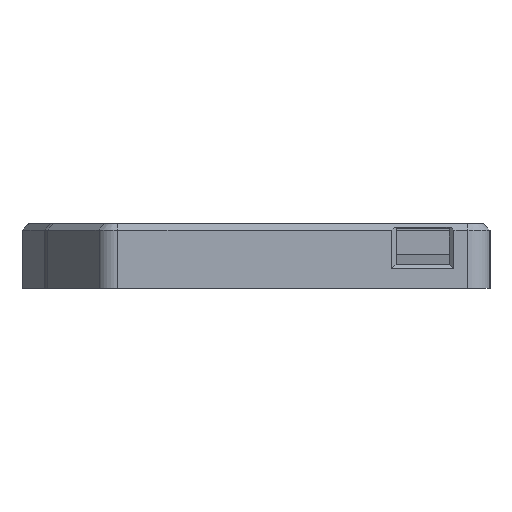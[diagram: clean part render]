
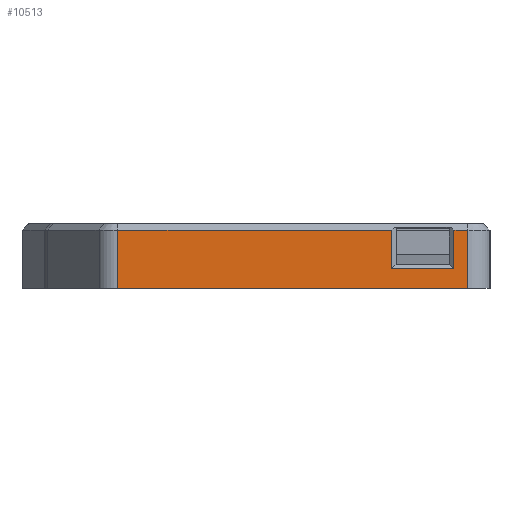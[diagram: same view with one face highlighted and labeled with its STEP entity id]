
A CAD part, left-side view. The second image highlights one B-rep face of the part: STEP entity #10513.
In plain terms, the highlighted planar face has unit normal (-1, 0, 0).
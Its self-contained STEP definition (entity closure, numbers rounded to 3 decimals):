
#345=FACE_OUTER_BOUND('',#908,.T.);
#908=EDGE_LOOP('',(#7045,#7046,#7047,#7048,#7049,#7050,#7051,#7052));
#1585=LINE('',#14664,#3001);
#1588=LINE('',#14669,#3004);
#1623=LINE('',#14744,#3039);
#1625=LINE('',#14750,#3041);
#1626=LINE('',#14752,#3042);
#1627=LINE('',#14753,#3043);
#1628=LINE('',#14755,#3044);
#1629=LINE('',#14756,#3045);
#3001=VECTOR('',#11852,10.);
#3004=VECTOR('',#11855,10.);
#3039=VECTOR('',#11908,10.);
#3041=VECTOR('',#11914,10.);
#3042=VECTOR('',#11915,10.);
#3043=VECTOR('',#11916,10.);
#3044=VECTOR('',#11917,10.);
#3045=VECTOR('',#11918,10.);
#4411=VERTEX_POINT('',#14654);
#4414=VERTEX_POINT('',#14661);
#4415=VERTEX_POINT('',#14663);
#4417=VERTEX_POINT('',#14668);
#4448=VERTEX_POINT('',#14743);
#4450=VERTEX_POINT('',#14749);
#4451=VERTEX_POINT('',#14751);
#4452=VERTEX_POINT('',#14754);
#5415=EDGE_CURVE('',#4414,#4415,#1585,.T.);
#5418=EDGE_CURVE('',#4411,#4417,#1588,.T.);
#5456=EDGE_CURVE('',#4415,#4448,#1623,.T.);
#5459=EDGE_CURVE('',#4450,#4414,#1625,.T.);
#5460=EDGE_CURVE('',#4451,#4450,#1626,.T.);
#5461=EDGE_CURVE('',#4417,#4451,#1627,.T.);
#5462=EDGE_CURVE('',#4452,#4411,#1628,.T.);
#5463=EDGE_CURVE('',#4448,#4452,#1629,.T.);
#7045=ORIENTED_EDGE('',*,*,#5415,.F.);
#7046=ORIENTED_EDGE('',*,*,#5459,.F.);
#7047=ORIENTED_EDGE('',*,*,#5460,.F.);
#7048=ORIENTED_EDGE('',*,*,#5461,.F.);
#7049=ORIENTED_EDGE('',*,*,#5418,.F.);
#7050=ORIENTED_EDGE('',*,*,#5462,.F.);
#7051=ORIENTED_EDGE('',*,*,#5463,.F.);
#7052=ORIENTED_EDGE('',*,*,#5456,.F.);
#10020=PLANE('',#11104);
#10513=ADVANCED_FACE('',(#345),#10020,.T.);
#11104=AXIS2_PLACEMENT_3D('',#14748,#11912,#11913);
#11852=DIRECTION('',(0.,-1.,0.));
#11855=DIRECTION('',(0.,-1.,0.));
#11908=DIRECTION('',(0.,0.,-1.));
#11912=DIRECTION('center_axis',(-1.,0.,0.));
#11913=DIRECTION('ref_axis',(0.,1.,0.));
#11914=DIRECTION('',(0.,0.,1.));
#11915=DIRECTION('',(0.,-1.,0.));
#11916=DIRECTION('',(0.,0.,-1.));
#11917=DIRECTION('',(0.,0.,1.));
#11918=DIRECTION('',(0.,1.,0.));
#14654=CARTESIAN_POINT('',(-134.5,-32.051,3.9));
#14661=CARTESIAN_POINT('',(-134.5,-107.61,3.9));
#14663=CARTESIAN_POINT('',(-134.5,-110.72,3.9));
#14664=CARTESIAN_POINT('',(-134.5,-89.415,3.9));
#14668=CARTESIAN_POINT('',(-134.5,-93.61,3.9));
#14669=CARTESIAN_POINT('',(-134.5,-89.415,3.9));
#14743=CARTESIAN_POINT('',(-134.5,-110.72,-9.2));
#14744=CARTESIAN_POINT('',(-134.5,-110.72,-1.6));
#14748=CARTESIAN_POINT('Origin',(-134.5,-115.72,-1.6));
#14749=CARTESIAN_POINT('',(-134.5,-107.61,-4.8));
#14750=CARTESIAN_POINT('',(-134.5,-107.61,1.3));
#14751=CARTESIAN_POINT('',(-134.5,-93.61,-4.8));
#14752=CARTESIAN_POINT('',(-134.5,-111.165,-4.8));
#14753=CARTESIAN_POINT('',(-134.5,-93.61,-2.7));
#14754=CARTESIAN_POINT('',(-134.5,-32.051,-9.2));
#14755=CARTESIAN_POINT('',(-134.5,-32.051,-1.6));
#14756=CARTESIAN_POINT('',(-134.5,-29.295,-9.2));
